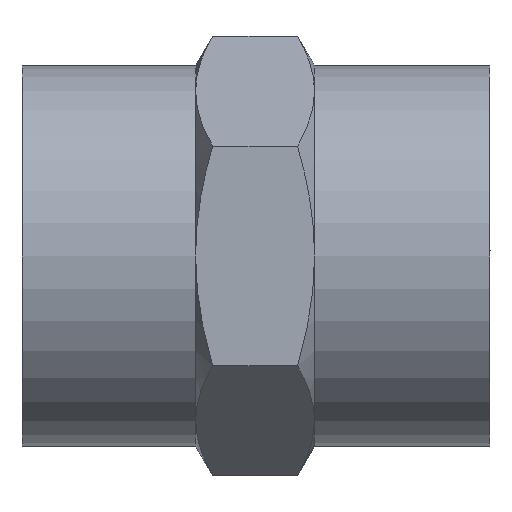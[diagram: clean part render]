
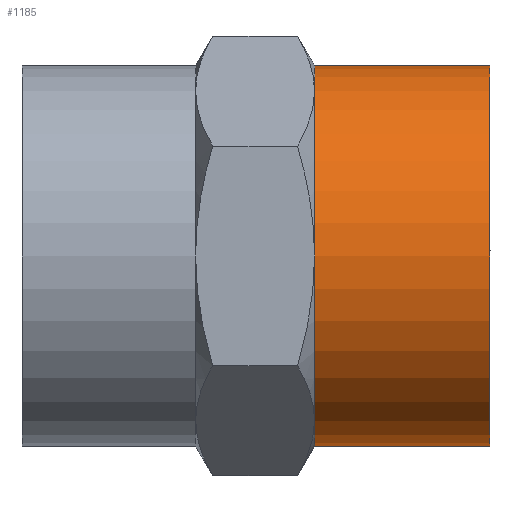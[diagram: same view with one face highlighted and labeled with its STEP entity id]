
A CAD part, front view. The second image highlights one B-rep face of the part: STEP entity #1185.
In plain terms, the highlighted cylindrical face has radius 10.319 mm (diameter 20.637 mm), a full revolution.
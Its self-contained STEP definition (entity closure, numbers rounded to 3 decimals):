
#49=CYLINDRICAL_SURFACE('',#1271,10.319);
#86=LINE('',#9670,#130);
#87=LINE('',#9678,#131);
#130=VECTOR('',#1468,1000.);
#131=VECTOR('',#1475,1000.);
#331=FACE_OUTER_BOUND('',#407,.T.);
#407=EDGE_LOOP('',(#1026,#1027,#1028,#1029,#1030,#1031,#1032,#1033,#1034,
#1035,#1036));
#445=CIRCLE('',#1269,10.319);
#447=CIRCLE('',#1272,10.319);
#448=CIRCLE('',#1273,10.319);
#449=CIRCLE('',#1274,10.319);
#450=CIRCLE('',#1275,10.319);
#451=CIRCLE('',#1276,10.319);
#452=CIRCLE('',#1277,10.319);
#549=VERTEX_POINT('',#9664);
#551=VERTEX_POINT('',#9669);
#552=VERTEX_POINT('',#9671);
#553=VERTEX_POINT('',#9673);
#554=VERTEX_POINT('',#9675);
#555=VERTEX_POINT('',#9677);
#556=VERTEX_POINT('',#9679);
#557=VERTEX_POINT('',#9681);
#710=EDGE_CURVE('',#549,#549,#445,.T.);
#712=EDGE_CURVE('',#549,#551,#86,.T.);
#713=EDGE_CURVE('',#551,#552,#447,.T.);
#714=EDGE_CURVE('',#552,#553,#448,.T.);
#715=EDGE_CURVE('',#553,#554,#449,.T.);
#716=EDGE_CURVE('',#555,#554,#87,.T.);
#717=EDGE_CURVE('',#554,#556,#450,.T.);
#718=EDGE_CURVE('',#556,#557,#451,.T.);
#719=EDGE_CURVE('',#557,#551,#452,.T.);
#1026=ORIENTED_EDGE('',*,*,#712,.T.);
#1027=ORIENTED_EDGE('',*,*,#713,.T.);
#1028=ORIENTED_EDGE('',*,*,#714,.T.);
#1029=ORIENTED_EDGE('',*,*,#715,.T.);
#1030=ORIENTED_EDGE('',*,*,#716,.F.);
#1031=ORIENTED_EDGE('',*,*,#716,.T.);
#1032=ORIENTED_EDGE('',*,*,#717,.T.);
#1033=ORIENTED_EDGE('',*,*,#718,.T.);
#1034=ORIENTED_EDGE('',*,*,#719,.T.);
#1035=ORIENTED_EDGE('',*,*,#712,.F.);
#1036=ORIENTED_EDGE('',*,*,#710,.F.);
#1185=ADVANCED_FACE('',(#331),#49,.T.);
#1269=AXIS2_PLACEMENT_3D('',#9665,#1462,#1463);
#1271=AXIS2_PLACEMENT_3D('',#9668,#1466,#1467);
#1272=AXIS2_PLACEMENT_3D('',#9672,#1469,#1470);
#1273=AXIS2_PLACEMENT_3D('',#9674,#1471,#1472);
#1274=AXIS2_PLACEMENT_3D('',#9676,#1473,#1474);
#1275=AXIS2_PLACEMENT_3D('',#9680,#1476,#1477);
#1276=AXIS2_PLACEMENT_3D('',#9682,#1478,#1479);
#1277=AXIS2_PLACEMENT_3D('',#9683,#1480,#1481);
#1462=DIRECTION('center_axis',(1.,0.,0.));
#1463=DIRECTION('ref_axis',(0.,1.,0.));
#1466=DIRECTION('center_axis',(-1.,0.,0.));
#1467=DIRECTION('ref_axis',(0.,-1.,0.));
#1468=DIRECTION('',(-1.,0.,0.));
#1469=DIRECTION('center_axis',(1.,0.,0.));
#1470=DIRECTION('ref_axis',(0.,1.,0.));
#1471=DIRECTION('center_axis',(1.,0.,0.));
#1472=DIRECTION('ref_axis',(0.,1.,0.));
#1473=DIRECTION('center_axis',(1.,0.,0.));
#1474=DIRECTION('ref_axis',(0.,1.,0.));
#1475=DIRECTION('',(-1.,0.,0.));
#1476=DIRECTION('center_axis',(1.,0.,0.));
#1477=DIRECTION('ref_axis',(0.,1.,0.));
#1478=DIRECTION('center_axis',(1.,0.,0.));
#1479=DIRECTION('ref_axis',(0.,1.,0.));
#1480=DIRECTION('center_axis',(1.,0.,0.));
#1481=DIRECTION('ref_axis',(0.,1.,0.));
#9664=CARTESIAN_POINT('',(12.737,10.319,11.915));
#9665=CARTESIAN_POINT('Origin',(12.737,0.,11.915));
#9668=CARTESIAN_POINT('Origin',(13.437,0.,11.915));
#9669=CARTESIAN_POINT('',(3.225,10.319,11.915));
#9670=CARTESIAN_POINT('',(13.437,10.319,11.915));
#9671=CARTESIAN_POINT('',(3.225,5.159,20.851));
#9672=CARTESIAN_POINT('Origin',(3.225,0.,11.915));
#9673=CARTESIAN_POINT('',(3.225,-5.159,20.851));
#9674=CARTESIAN_POINT('Origin',(3.225,0.,11.915));
#9675=CARTESIAN_POINT('',(3.225,-10.319,11.915));
#9676=CARTESIAN_POINT('Origin',(3.225,0.,11.915));
#9677=CARTESIAN_POINT('',(3.325,-10.319,11.915));
#9678=CARTESIAN_POINT('',(13.437,-10.319,11.915));
#9679=CARTESIAN_POINT('',(3.225,-5.159,2.979));
#9680=CARTESIAN_POINT('Origin',(3.225,0.,11.915));
#9681=CARTESIAN_POINT('',(3.225,5.159,2.979));
#9682=CARTESIAN_POINT('Origin',(3.225,0.,11.915));
#9683=CARTESIAN_POINT('Origin',(3.225,0.,11.915));
